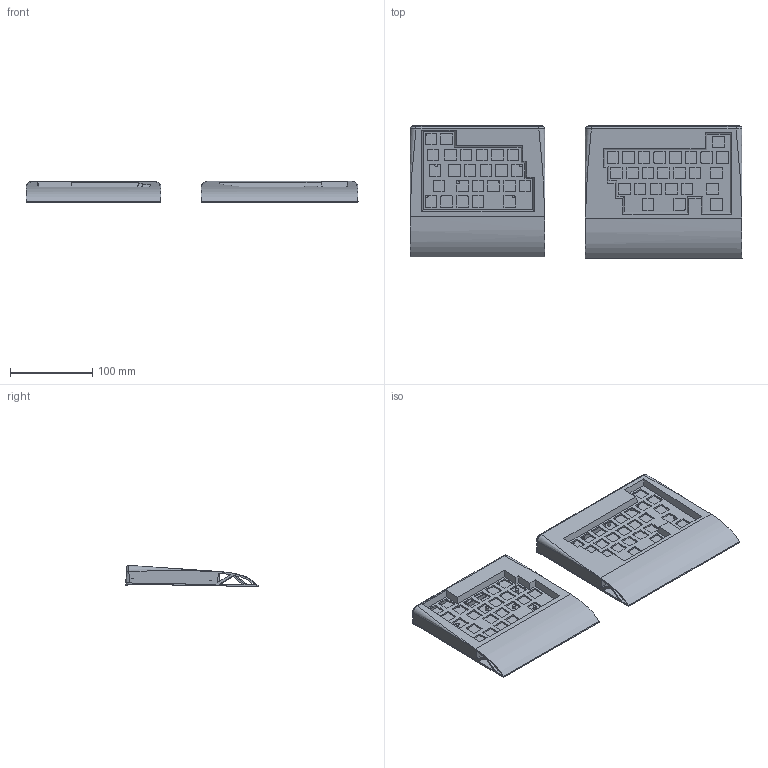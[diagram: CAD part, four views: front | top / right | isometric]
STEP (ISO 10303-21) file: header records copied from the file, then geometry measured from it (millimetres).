
FILE_DESCRIPTION(/* description */ (''),/* implementation_level */ '2;1');
FILE_NAME(/* name */ 'Full Case.step',/* time_stamp */ '2026-02-02T11:11:32Z',/* author */ (''),/* organization */ (''),/* preprocessor_version */ 'ST-DEVELOPER v20.1',/* originating_system */ 'Autodesk Translation Framework v14.24.0.0',/* authorisation */ '');
FILE_SCHEMA (('AUTOMOTIVE_DESIGN { 1 0 10303 214 3 1 1 }'));
Length unit declared in the file: millimetre
Products named in the file (3): Full Keyboard; Right Case; Left Case
Assembly tree (2 placements, depth 2):
  Full Keyboard
    Right Case
    Left Case
Bounding box: 403.79 x 161.12 x 25.72 mm (x, y, z)
Volume: 407360.3 mm3; surface area: 278677.2 mm2
Topology: 4 solids, 4 shells, 680 faces, 1838 edges, 1210 vertices
Faces by surface type: plane 376, cylinder 268, bspline 20, cone 16
Full cylindrical faces by diameter (mm): 3 x18, 4 x26, 6 x8
Entity records: 22946 total; most frequent: CARTESIAN_POINT 5125, DIRECTION 3676, ORIENTED_EDGE 3668, EDGE_CURVE 1834, AXIS2_PLACEMENT_3D 1229, LINE 1218, VECTOR 1218, VERTEX_POINT 1210
